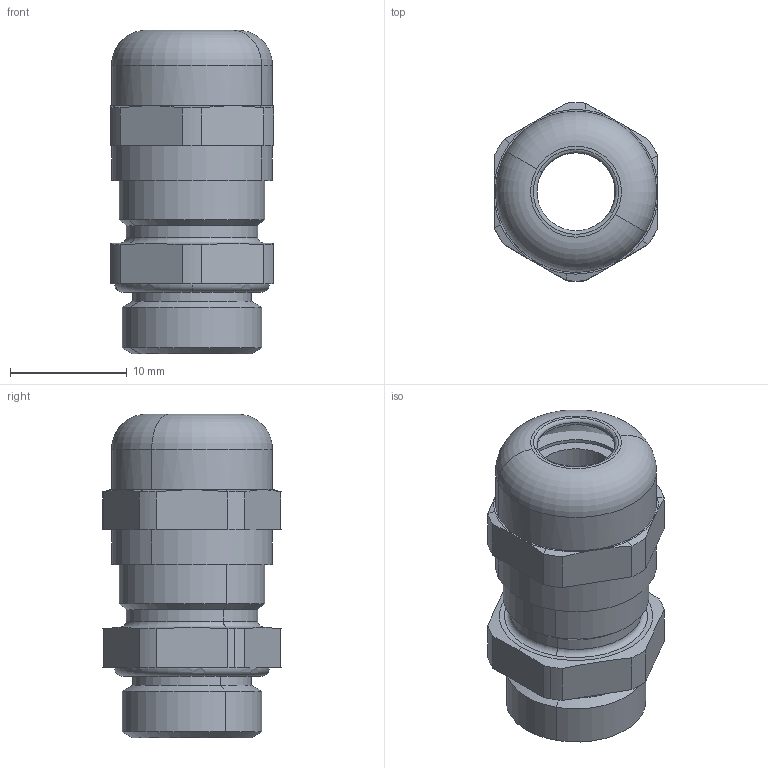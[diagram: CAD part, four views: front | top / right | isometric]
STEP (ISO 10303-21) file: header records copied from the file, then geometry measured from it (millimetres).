
FILE_DESCRIPTION(('CATIA V5R24 STEP','CAx-IF Rec.Pracs.--- Model Styling and Organization---1.2---2011-12-15'),'2;1');
FILE_NAME ('D1455775_0_1772200000_1772200000.stp','2018-04-03T13:13:39+00:00',('none'),('Weidmueller'),'CATIA Version 5-6 Release 2014 SP4 HF52','CATIA V5 STEP AP214','none');
FILE_SCHEMA(('AUTOMOTIVE_DESIGN { 1 0 10303 214 1 1 1 1 }'));
Length unit declared in the file: millimetre
Products named in the file (1): M12x1.5 METAL RAKOR (PG7) TL6
Bounding box: 14 x 15.29 x 27.75 mm (x, y, z)
Volume: 2273.9 mm3; surface area: 3929.5 mm2
Topology: 4 solids, 4 shells, 119 faces, 296 edges, 192 vertices
Faces by surface type: cylinder 48, cone 30, plane 27, torus 14
Entity records: 3670 total; most frequent: CARTESIAN_POINT 951, ORIENTED_EDGE 592, DIRECTION 448, EDGE_CURVE 296, AXIS2_PLACEMENT_3D 250, VERTEX_POINT 192, CIRCLE 154, EDGE_LOOP 134
